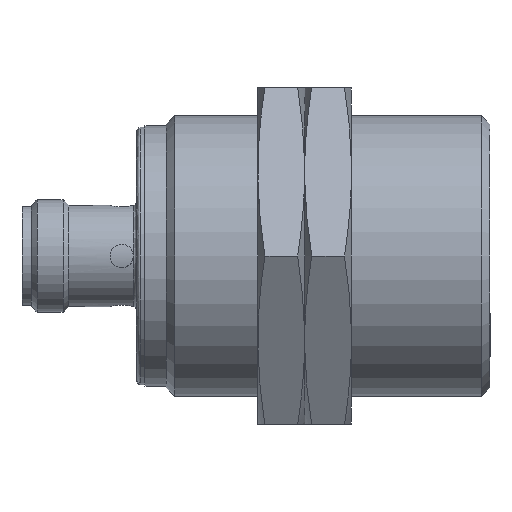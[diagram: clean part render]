
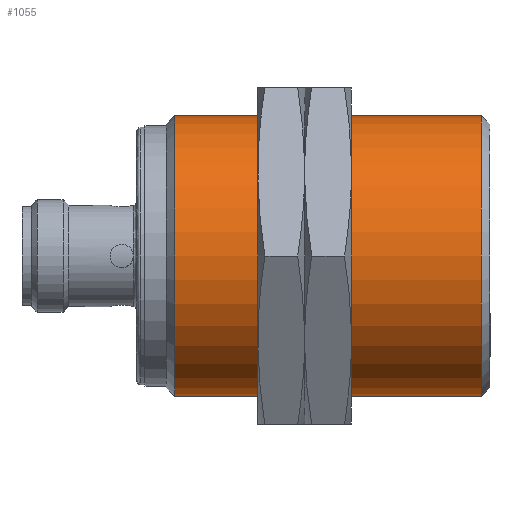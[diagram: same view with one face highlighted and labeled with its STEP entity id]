
A CAD part, front view. The second image highlights one B-rep face of the part: STEP entity #1055.
In plain terms, the highlighted cylindrical face has radius 15 mm (diameter 30 mm), a full revolution.
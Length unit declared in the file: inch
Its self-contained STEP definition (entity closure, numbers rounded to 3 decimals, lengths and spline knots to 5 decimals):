
#213 = ORIENTED_EDGE ( 'NONE', *, *, #2444, .T. ) ;
#285 = AXIS2_PLACEMENT_3D ( 'NONE', #3314, #1733, #2514 ) ;
#942 = CARTESIAN_POINT ( 'NONE',  ( 1.93228, 0., 0.59055 ) ) ;
#1014 = CARTESIAN_POINT ( 'NONE',  ( 1.9685, 0., 0. ) ) ;
#1055 = ADVANCED_FACE ( 'NONE', ( #2997, #1535 ), #2766, .T. ) ;
#1151 = AXIS2_PLACEMENT_3D ( 'NONE', #1014, #3175, #3216 ) ;
#1164 = DIRECTION ( 'NONE',  ( -1., 0., 0. ) ) ;
#1177 = CARTESIAN_POINT ( 'NONE',  ( 1.93228, 0., 0. ) ) ;
#1535 = FACE_OUTER_BOUND ( 'NONE', #3403, .T. ) ;
#1733 = DIRECTION ( 'NONE',  ( 1., 0., 0. ) ) ;
#1873 = AXIS2_PLACEMENT_3D ( 'NONE', #1177, #1164, #2220 ) ;
#1892 = CIRCLE ( 'NONE', #285, 0.59055 ) ;
#2210 = EDGE_CURVE ( 'NONE', #3316, #3316, #1892, .T. ) ;
#2220 = DIRECTION ( 'NONE',  ( 0., 0., 1. ) ) ;
#2444 = EDGE_CURVE ( 'NONE', #3191, #3191, #2705, .T. ) ;
#2514 = DIRECTION ( 'NONE',  ( 0., 0., 1. ) ) ;
#2705 = CIRCLE ( 'NONE', #1873, 0.59055 ) ;
#2728 = ORIENTED_EDGE ( 'NONE', *, *, #2210, .T. ) ;
#2766 = CYLINDRICAL_SURFACE ( 'NONE', #1151, 0.59055 ) ;
#2880 = EDGE_LOOP ( 'NONE', ( #2728 ) ) ;
#2997 = FACE_OUTER_BOUND ( 'NONE', #2880, .T. ) ;
#3026 = CARTESIAN_POINT ( 'NONE',  ( 0.64252, 0., 0.59055 ) ) ;
#3175 = DIRECTION ( 'NONE',  ( -1., 0., 0. ) ) ;
#3191 = VERTEX_POINT ( 'NONE', #942 ) ;
#3216 = DIRECTION ( 'NONE',  ( 0., 0., 1. ) ) ;
#3314 = CARTESIAN_POINT ( 'NONE',  ( 0.64252, 0., 0. ) ) ;
#3316 = VERTEX_POINT ( 'NONE', #3026 ) ;
#3403 = EDGE_LOOP ( 'NONE', ( #213 ) ) ;
